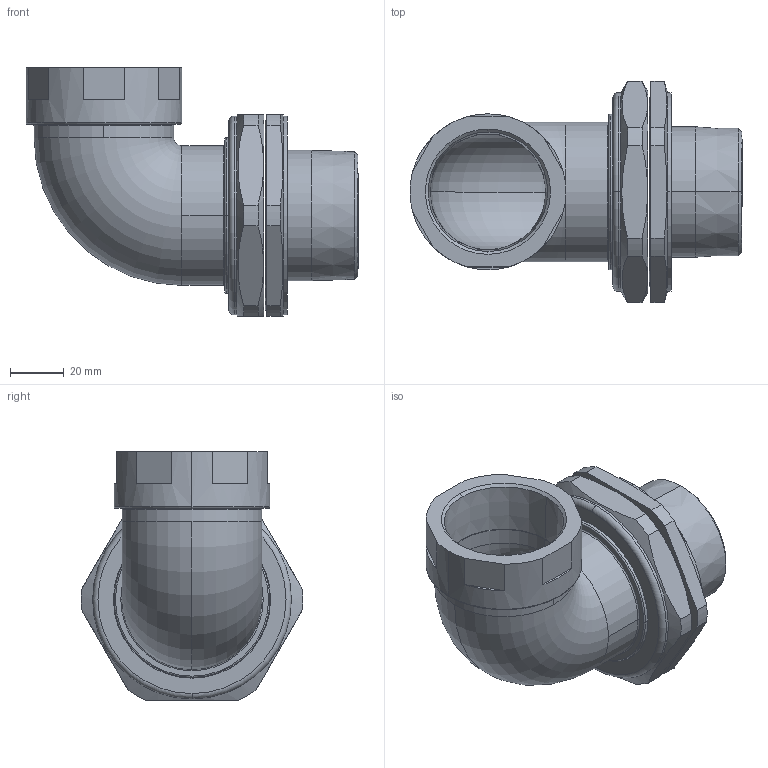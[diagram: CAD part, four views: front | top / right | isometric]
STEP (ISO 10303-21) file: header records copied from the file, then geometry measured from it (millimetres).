
FILE_DESCRIPTION (( 'STEP AP203' ), '1' );
FILE_NAME ('PX789REXDT5T5.STEP', '2017-10-05T15:10:30', ( '' ), ( '' ), 'SwSTEP 2.0', 'SolidWorks 2017', '' );
FILE_SCHEMA (( 'CONFIG_CONTROL_DESIGN' ));
Length unit declared in the file: millimetre
Products named in the file (1): PX789REXDT5T5
Bounding box: 123.53 x 82.46 x 92.5 mm (x, y, z)
Surface area: 52239.1 mm2 (no closed solid volume)
Topology: 0 solids, 4 shells, 109 faces, 272 edges, 174 vertices
Faces by surface type: plane 35, cylinder 34, cone 26, torus 14
Entity records: 3518 total; most frequent: CARTESIAN_POINT 764, DIRECTION 612, ORIENTED_EDGE 528, EDGE_CURVE 272, AXIS2_PLACEMENT_3D 258, VERTEX_POINT 174, CIRCLE 148, EDGE_LOOP 120
